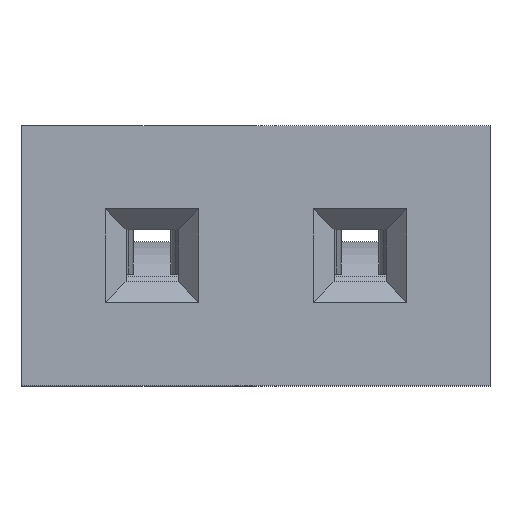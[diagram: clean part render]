
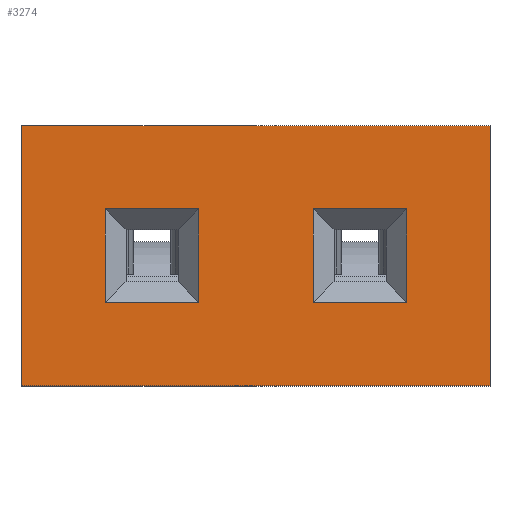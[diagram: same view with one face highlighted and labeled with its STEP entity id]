
A CAD part, top view. The second image highlights one B-rep face of the part: STEP entity #3274.
In plain terms, the highlighted planar face has unit normal (0, 0, 1).
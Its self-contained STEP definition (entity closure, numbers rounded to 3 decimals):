
#292=ORIENTED_EDGE('',*,*,#1272,.T.);
#293=ORIENTED_EDGE('',*,*,#1263,.F.);
#294=ORIENTED_EDGE('',*,*,#1273,.F.);
#295=ORIENTED_EDGE('',*,*,#1270,.T.);
#296=ORIENTED_EDGE('',*,*,#1257,.T.);
#297=ORIENTED_EDGE('',*,*,#1258,.T.);
#298=ORIENTED_EDGE('',*,*,#1252,.T.);
#299=ORIENTED_EDGE('',*,*,#1249,.T.);
#300=ORIENTED_EDGE('',*,*,#1247,.T.);
#301=ORIENTED_EDGE('',*,*,#1274,.T.);
#302=ORIENTED_EDGE('',*,*,#1243,.T.);
#303=ORIENTED_EDGE('',*,*,#1240,.T.);
#1240=EDGE_CURVE('',#1731,#1730,#2056,.T.);
#1243=EDGE_CURVE('',#1733,#1731,#2059,.T.);
#1247=EDGE_CURVE('',#1730,#1734,#2063,.T.);
#1249=EDGE_CURVE('',#1737,#1735,#2065,.T.);
#1252=EDGE_CURVE('',#1739,#1737,#2068,.T.);
#1257=EDGE_CURVE('',#1735,#1742,#2073,.T.);
#1258=EDGE_CURVE('',#1742,#1739,#2074,.T.);
#1263=EDGE_CURVE('',#1746,#1743,#2079,.T.);
#1270=EDGE_CURVE('',#1754,#1753,#2086,.T.);
#1272=EDGE_CURVE('',#1753,#1743,#2088,.T.);
#1273=EDGE_CURVE('',#1754,#1746,#2089,.T.);
#1274=EDGE_CURVE('',#1734,#1733,#2090,.T.);
#1730=VERTEX_POINT('',#4775);
#1731=VERTEX_POINT('',#4777);
#1733=VERTEX_POINT('',#4783);
#1734=VERTEX_POINT('',#4788);
#1735=VERTEX_POINT('',#4792);
#1737=VERTEX_POINT('',#4795);
#1739=VERTEX_POINT('',#4801);
#1742=VERTEX_POINT('',#4809);
#1743=VERTEX_POINT('',#4816);
#1746=VERTEX_POINT('',#4821);
#1753=VERTEX_POINT('',#4837);
#1754=VERTEX_POINT('',#4839);
#2056=LINE('',#4776,#2424);
#2059=LINE('',#4782,#2427);
#2063=LINE('',#4789,#2431);
#2065=LINE('',#4794,#2433);
#2068=LINE('',#4800,#2436);
#2073=LINE('',#4810,#2441);
#2074=LINE('',#4812,#2442);
#2079=LINE('',#4822,#2447);
#2086=LINE('',#4838,#2454);
#2088=LINE('',#4842,#2456);
#2089=LINE('',#4843,#2457);
#2090=LINE('',#4844,#2458);
#2424=VECTOR('',#3814,1000.);
#2427=VECTOR('',#3819,1000.);
#2431=VECTOR('',#3825,1000.);
#2433=VECTOR('',#3829,1000.);
#2436=VECTOR('',#3834,1000.);
#2441=VECTOR('',#3841,1000.);
#2442=VECTOR('',#3844,1000.);
#2447=VECTOR('',#3851,1000.);
#2454=VECTOR('',#3862,1000.);
#2456=VECTOR('',#3866,1000.);
#2457=VECTOR('',#3867,1000.);
#2458=VECTOR('',#3868,1000.);
#2779=EDGE_LOOP('',(#292,#293,#294,#295));
#2780=EDGE_LOOP('',(#296,#297,#298,#299));
#2781=EDGE_LOOP('',(#300,#301,#302,#303));
#2967=FACE_BOUND('',#2779,.T.);
#2968=FACE_BOUND('',#2780,.T.);
#2969=FACE_BOUND('',#2781,.T.);
#3155=PLANE('',#3491);
#3274=ADVANCED_FACE('',(#2967,#2968,#2969),#3155,.F.);
#3491=AXIS2_PLACEMENT_3D('',#4841,#3864,#3865);
#3814=DIRECTION('',(0.,1.,0.));
#3819=DIRECTION('',(-1.,0.,0.));
#3825=DIRECTION('',(1.,0.,0.));
#3829=DIRECTION('',(0.,1.,0.));
#3834=DIRECTION('',(-1.,0.,0.));
#3841=DIRECTION('',(1.,0.,0.));
#3844=DIRECTION('',(0.,-1.,0.));
#3851=DIRECTION('',(0.,1.,0.));
#3862=DIRECTION('',(0.,1.,0.));
#3864=DIRECTION('',(0.,0.,-1.));
#3865=DIRECTION('',(-1.,0.,0.));
#3866=DIRECTION('',(-1.,0.,0.));
#3867=DIRECTION('',(-1.,0.,0.));
#3868=DIRECTION('',(0.,-1.,0.));
#4775=CARTESIAN_POINT('',(0.55,0.45,2.15));
#4776=CARTESIAN_POINT('',(0.55,-1.25,2.15));
#4777=CARTESIAN_POINT('',(0.55,-0.45,2.15));
#4782=CARTESIAN_POINT('',(2.25,-0.45,2.15));
#4783=CARTESIAN_POINT('',(1.45,-0.45,2.15));
#4788=CARTESIAN_POINT('',(1.45,0.45,2.15));
#4789=CARTESIAN_POINT('',(2.25,0.45,2.15));
#4792=CARTESIAN_POINT('',(-1.45,0.45,2.15));
#4794=CARTESIAN_POINT('',(-1.45,-1.25,2.15));
#4795=CARTESIAN_POINT('',(-1.45,-0.45,2.15));
#4800=CARTESIAN_POINT('',(2.25,-0.45,2.15));
#4801=CARTESIAN_POINT('',(-0.55,-0.45,2.15));
#4809=CARTESIAN_POINT('',(-0.55,0.45,2.15));
#4810=CARTESIAN_POINT('',(2.25,0.45,2.15));
#4812=CARTESIAN_POINT('',(-0.55,-1.25,2.15));
#4816=CARTESIAN_POINT('',(-2.25,1.25,2.15));
#4821=CARTESIAN_POINT('',(-2.25,-1.25,2.15));
#4822=CARTESIAN_POINT('',(-2.25,-1.25,2.15));
#4837=CARTESIAN_POINT('',(2.25,1.25,2.15));
#4838=CARTESIAN_POINT('',(2.25,-1.25,2.15));
#4839=CARTESIAN_POINT('',(2.25,-1.25,2.15));
#4841=CARTESIAN_POINT('',(2.25,-1.25,2.15));
#4842=CARTESIAN_POINT('',(2.25,1.25,2.15));
#4843=CARTESIAN_POINT('',(2.25,-1.25,2.15));
#4844=CARTESIAN_POINT('',(1.45,-1.25,2.15));
